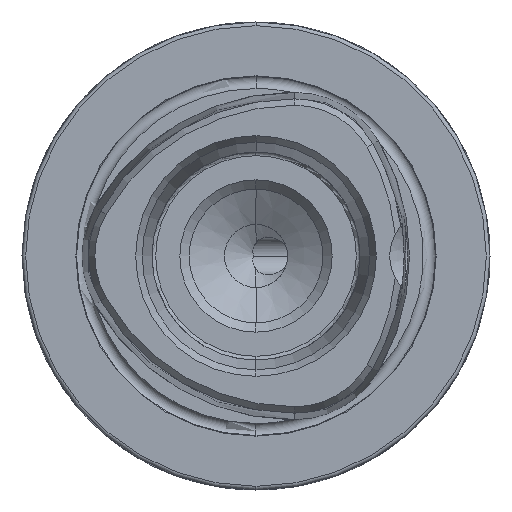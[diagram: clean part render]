
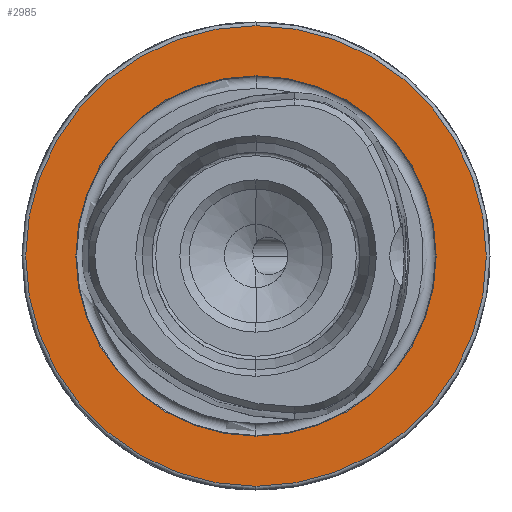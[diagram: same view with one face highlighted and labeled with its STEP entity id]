
A CAD part, left-side view. The second image highlights one B-rep face of the part: STEP entity #2985.
In plain terms, the highlighted planar face has unit normal (-1, 0, 0).
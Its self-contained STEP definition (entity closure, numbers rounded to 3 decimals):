
#1109 = CARTESIAN_POINT ( 'NONE',  ( 0., 0., 31. ) ) ;
#1116 = CARTESIAN_POINT ( 'NONE',  ( 0., 0., 24.25 ) ) ;
#1182 = AXIS2_PLACEMENT_3D ( 'NONE', #7590, #7591, #7592 ) ;
#1183 = AXIS2_PLACEMENT_3D ( 'NONE', #7585, #7586, #7587 ) ;
#1538 = AXIS2_PLACEMENT_3D ( 'NONE', #4070, #4074, #4075 ) ;
#1790 = AXIS2_PLACEMENT_3D ( 'NONE', #7661, #7662, #7663 ) ;
#1797 = AXIS2_PLACEMENT_3D ( 'NONE', #7626, #7627, #7628 ) ;
#2985 = ADVANCED_FACE ( 'NONE', ( #11541, #11547 ), #4072, .F. ) ;
#3279 = EDGE_LOOP ( 'NONE', ( #12345, #12346 ) ) ;
#3297 = EDGE_LOOP ( 'NONE', ( #12347, #12348 ) ) ;
#4070 = CARTESIAN_POINT ( 'NONE',  ( 0., 24.25, 0. ) ) ;
#4072 = PLANE ( 'NONE',  #1538 ) ;
#4074 = DIRECTION ( 'NONE',  ( 1., 0., 0. ) ) ;
#4075 = DIRECTION ( 'NONE',  ( 0., 0., -1. ) ) ;
#6464 = EDGE_CURVE ( 'NONE', #13282, #13180, #10897, .T. ) ;
#6465 = EDGE_CURVE ( 'NONE', #13187, #13326, #10895, .T. ) ;
#6475 = EDGE_CURVE ( 'NONE', #13180, #13282, #10910, .T. ) ;
#6490 = EDGE_CURVE ( 'NONE', #13326, #13187, #10933, .T. ) ;
#7585 = CARTESIAN_POINT ( 'NONE',  ( 0., 0., 0. ) ) ;
#7586 = DIRECTION ( 'NONE',  ( -1., 0., 0. ) ) ;
#7587 = DIRECTION ( 'NONE',  ( 0., 0., 1. ) ) ;
#7590 = CARTESIAN_POINT ( 'NONE',  ( 0., 0., 0. ) ) ;
#7591 = DIRECTION ( 'NONE',  ( -1., 0., 0. ) ) ;
#7592 = DIRECTION ( 'NONE',  ( 0., 0., 1. ) ) ;
#7626 = CARTESIAN_POINT ( 'NONE',  ( 0., 0., 0. ) ) ;
#7627 = DIRECTION ( 'NONE',  ( -1., 0., 0. ) ) ;
#7628 = DIRECTION ( 'NONE',  ( 0., 0., 1. ) ) ;
#7661 = CARTESIAN_POINT ( 'NONE',  ( 0., 0., 0. ) ) ;
#7662 = DIRECTION ( 'NONE',  ( -1., 0., 0. ) ) ;
#7663 = DIRECTION ( 'NONE',  ( 0., 0., 1. ) ) ;
#8078 = CARTESIAN_POINT ( 'NONE',  ( 0., 0., -31. ) ) ;
#8122 = CARTESIAN_POINT ( 'NONE',  ( 0., 0., -24.25 ) ) ;
#10895 = CIRCLE ( 'NONE', #1182, 24.25 ) ;
#10897 = CIRCLE ( 'NONE', #1183, 31. ) ;
#10910 = CIRCLE ( 'NONE', #1797, 31. ) ;
#10933 = CIRCLE ( 'NONE', #1790, 24.25 ) ;
#11541 = FACE_BOUND ( 'NONE', #3279, .T. ) ;
#11547 = FACE_OUTER_BOUND ( 'NONE', #3297, .T. ) ;
#12345 = ORIENTED_EDGE ( 'NONE', *, *, #6465, .F. ) ;
#12346 = ORIENTED_EDGE ( 'NONE', *, *, #6490, .F. ) ;
#12347 = ORIENTED_EDGE ( 'NONE', *, *, #6475, .T. ) ;
#12348 = ORIENTED_EDGE ( 'NONE', *, *, #6464, .T. ) ;
#13180 = VERTEX_POINT ( 'NONE', #1109 ) ;
#13187 = VERTEX_POINT ( 'NONE', #1116 ) ;
#13282 = VERTEX_POINT ( 'NONE', #8078 ) ;
#13326 = VERTEX_POINT ( 'NONE', #8122 ) ;
